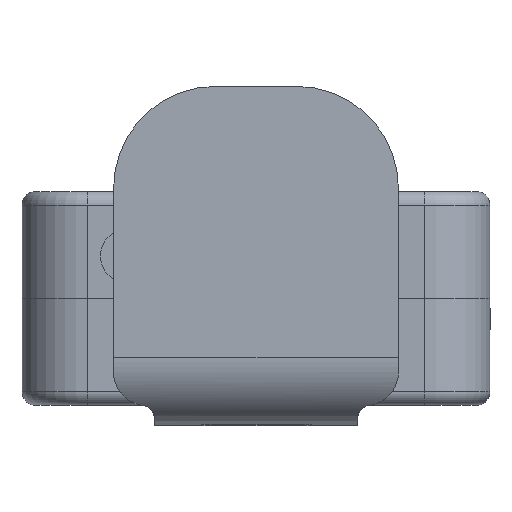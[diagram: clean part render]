
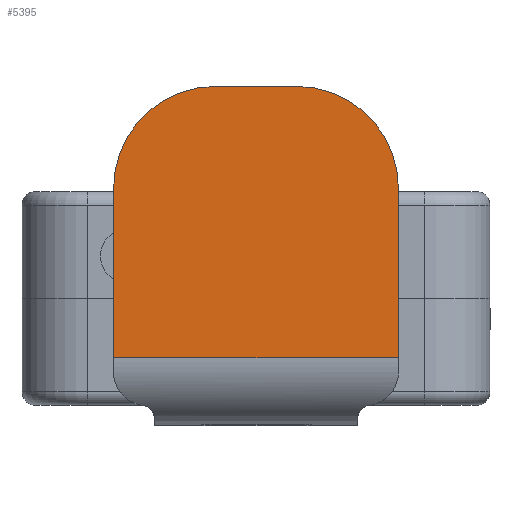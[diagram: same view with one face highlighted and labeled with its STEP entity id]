
A CAD part, front view. The second image highlights one B-rep face of the part: STEP entity #5395.
In plain terms, the highlighted planar face has unit normal (0, -1, 0).
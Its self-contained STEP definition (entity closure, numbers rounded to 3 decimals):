
#358=PLANE('',#5880);
#661=FACE_OUTER_BOUND('',#1023,.T.);
#1023=EDGE_LOOP('',(#5000,#5001,#5002,#5003,#5004,#5005));
#1505=LINE('',#9250,#2009);
#1519=LINE('',#9289,#2023);
#1521=LINE('',#9295,#2025);
#1522=LINE('',#9297,#2026);
#2009=VECTOR('',#7250,10.);
#2023=VECTOR('',#7288,10.);
#2025=VECTOR('',#7296,10.);
#2026=VECTOR('',#7299,10.);
#2222=CIRCLE('',#5865,15.);
#2223=CIRCLE('',#5868,15.);
#2699=VERTEX_POINT('',#9247);
#2700=VERTEX_POINT('',#9249);
#2711=VERTEX_POINT('',#9281);
#2712=VERTEX_POINT('',#9283);
#2713=VERTEX_POINT('',#9287);
#2714=VERTEX_POINT('',#9291);
#3446=EDGE_CURVE('',#2699,#2700,#1505,.T.);
#3463=EDGE_CURVE('',#2711,#2712,#2222,.T.);
#3466=EDGE_CURVE('',#2711,#2713,#1519,.T.);
#3468=EDGE_CURVE('',#2714,#2713,#2223,.T.);
#3469=EDGE_CURVE('',#2700,#2714,#1521,.T.);
#3470=EDGE_CURVE('',#2699,#2712,#1522,.T.);
#5000=ORIENTED_EDGE('',*,*,#3463,.F.);
#5001=ORIENTED_EDGE('',*,*,#3466,.T.);
#5002=ORIENTED_EDGE('',*,*,#3468,.F.);
#5003=ORIENTED_EDGE('',*,*,#3469,.F.);
#5004=ORIENTED_EDGE('',*,*,#3446,.F.);
#5005=ORIENTED_EDGE('',*,*,#3470,.T.);
#5395=ADVANCED_FACE('',(#661),#358,.T.);
#5865=AXIS2_PLACEMENT_3D('',#9284,#7282,#7283);
#5868=AXIS2_PLACEMENT_3D('',#9293,#7292,#7293);
#5880=AXIS2_PLACEMENT_3D('',#9350,#7323,#7324);
#7250=DIRECTION('',(-1.,0.,0.));
#7282=DIRECTION('center_axis',(0.,1.,0.));
#7283=DIRECTION('ref_axis',(0.707,0.,0.707));
#7288=DIRECTION('',(-1.,0.,0.));
#7292=DIRECTION('center_axis',(0.,1.,0.));
#7293=DIRECTION('ref_axis',(-0.707,0.,0.707));
#7296=DIRECTION('',(0.,0.,1.));
#7299=DIRECTION('',(0.,0.,1.));
#7323=DIRECTION('center_axis',(0.,-1.,0.));
#7324=DIRECTION('ref_axis',(1.,0.,0.));
#9247=CARTESIAN_POINT('',(19.4,-87.2,6.));
#9249=CARTESIAN_POINT('',(-22.6,-87.2,6.));
#9250=CARTESIAN_POINT('',(-9.1,-87.2,6.));
#9281=CARTESIAN_POINT('',(4.4,-87.2,46.));
#9283=CARTESIAN_POINT('',(19.4,-87.2,31.));
#9284=CARTESIAN_POINT('Origin',(4.4,-87.2,31.));
#9287=CARTESIAN_POINT('',(-7.6,-87.2,46.));
#9289=CARTESIAN_POINT('',(19.4,-87.2,46.));
#9291=CARTESIAN_POINT('',(-22.6,-87.2,31.));
#9293=CARTESIAN_POINT('Origin',(-7.6,-87.2,31.));
#9295=CARTESIAN_POINT('',(-22.6,-87.2,-1.));
#9297=CARTESIAN_POINT('',(19.4,-87.2,-1.));
#9350=CARTESIAN_POINT('Origin',(-16.6,-87.2,-4.));
